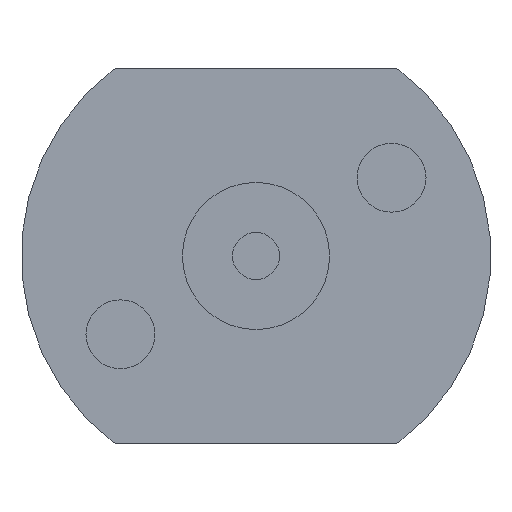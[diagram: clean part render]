
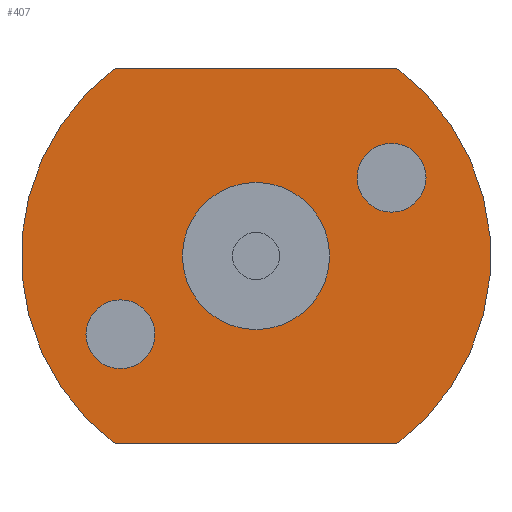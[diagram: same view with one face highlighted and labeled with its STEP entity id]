
A CAD part, front view. The second image highlights one B-rep face of the part: STEP entity #407.
In plain terms, the highlighted planar face has unit normal (0, -1, 0).
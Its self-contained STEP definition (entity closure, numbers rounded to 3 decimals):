
#19=FACE_BOUND('',#97,.T.);
#20=FACE_BOUND('',#98,.T.);
#21=FACE_BOUND('',#99,.T.);
#40=PLANE('',#470);
#66=FACE_OUTER_BOUND('',#96,.T.);
#96=EDGE_LOOP('',(#368,#369,#370,#371));
#97=EDGE_LOOP('',(#372));
#98=EDGE_LOOP('',(#373));
#99=EDGE_LOOP('',(#374));
#129=LINE('',#679,#166);
#134=LINE('',#693,#171);
#166=VECTOR('',#564,10.);
#171=VECTOR('',#577,10.);
#174=CIRCLE('',#432,1.1);
#176=CIRCLE('',#436,1.1);
#183=CIRCLE('',#459,2.35);
#184=CIRCLE('',#463,7.5);
#186=CIRCLE('',#467,7.5);
#188=VERTEX_POINT('',#592);
#190=VERTEX_POINT('',#599);
#213=VERTEX_POINT('',#672);
#214=VERTEX_POINT('',#677);
#215=VERTEX_POINT('',#678);
#218=VERTEX_POINT('',#686);
#220=VERTEX_POINT('',#692);
#222=EDGE_CURVE('',#188,#188,#174,.T.);
#225=EDGE_CURVE('',#190,#190,#176,.T.);
#260=EDGE_CURVE('',#213,#213,#183,.T.);
#261=EDGE_CURVE('',#214,#215,#129,.T.);
#265=EDGE_CURVE('',#218,#214,#184,.T.);
#268=EDGE_CURVE('',#220,#218,#134,.T.);
#271=EDGE_CURVE('',#215,#220,#186,.T.);
#368=ORIENTED_EDGE('',*,*,#271,.F.);
#369=ORIENTED_EDGE('',*,*,#261,.F.);
#370=ORIENTED_EDGE('',*,*,#265,.F.);
#371=ORIENTED_EDGE('',*,*,#268,.F.);
#372=ORIENTED_EDGE('',*,*,#222,.T.);
#373=ORIENTED_EDGE('',*,*,#225,.T.);
#374=ORIENTED_EDGE('',*,*,#260,.T.);
#407=ADVANCED_FACE('',(#66,#19,#20,#21),#40,.F.);
#432=AXIS2_PLACEMENT_3D('',#593,#475,#476);
#436=AXIS2_PLACEMENT_3D('',#600,#484,#485);
#459=AXIS2_PLACEMENT_3D('',#674,#558,#559);
#463=AXIS2_PLACEMENT_3D('',#687,#570,#571);
#467=AXIS2_PLACEMENT_3D('',#698,#582,#583);
#470=AXIS2_PLACEMENT_3D('',#701,#588,#589);
#475=DIRECTION('center_axis',(0.,1.,0.));
#476=DIRECTION('ref_axis',(1.,0.,0.));
#484=DIRECTION('center_axis',(0.,1.,0.));
#485=DIRECTION('ref_axis',(1.,0.,0.));
#558=DIRECTION('center_axis',(0.,1.,0.));
#559=DIRECTION('ref_axis',(1.,0.,0.));
#564=DIRECTION('',(1.,0.,0.));
#570=DIRECTION('center_axis',(0.,1.,0.));
#571=DIRECTION('ref_axis',(-1.,0.,0.));
#577=DIRECTION('',(-1.,0.,0.));
#582=DIRECTION('center_axis',(0.,1.,0.));
#583=DIRECTION('ref_axis',(-1.,0.,0.));
#588=DIRECTION('center_axis',(0.,1.,0.));
#589=DIRECTION('ref_axis',(0.,0.,1.));
#592=CARTESIAN_POINT('',(3.23,0.,2.5));
#593=CARTESIAN_POINT('Origin',(4.33,0.,2.5));
#599=CARTESIAN_POINT('',(-5.43,0.,-2.5));
#600=CARTESIAN_POINT('Origin',(-4.33,0.,-2.5));
#672=CARTESIAN_POINT('',(-2.35,0.,0.));
#674=CARTESIAN_POINT('Origin',(0.,0.,0.));
#677=CARTESIAN_POINT('',(-4.5,0.,6.));
#678=CARTESIAN_POINT('',(4.5,0.,6.));
#679=CARTESIAN_POINT('',(-10.,0.,6.));
#686=CARTESIAN_POINT('',(-4.5,0.,-6.));
#687=CARTESIAN_POINT('Origin',(0.,0.,0.));
#692=CARTESIAN_POINT('',(4.5,0.,-6.));
#693=CARTESIAN_POINT('',(10.,0.,-6.));
#698=CARTESIAN_POINT('Origin',(0.,0.,0.));
#701=CARTESIAN_POINT('Origin',(0.,0.,0.));
